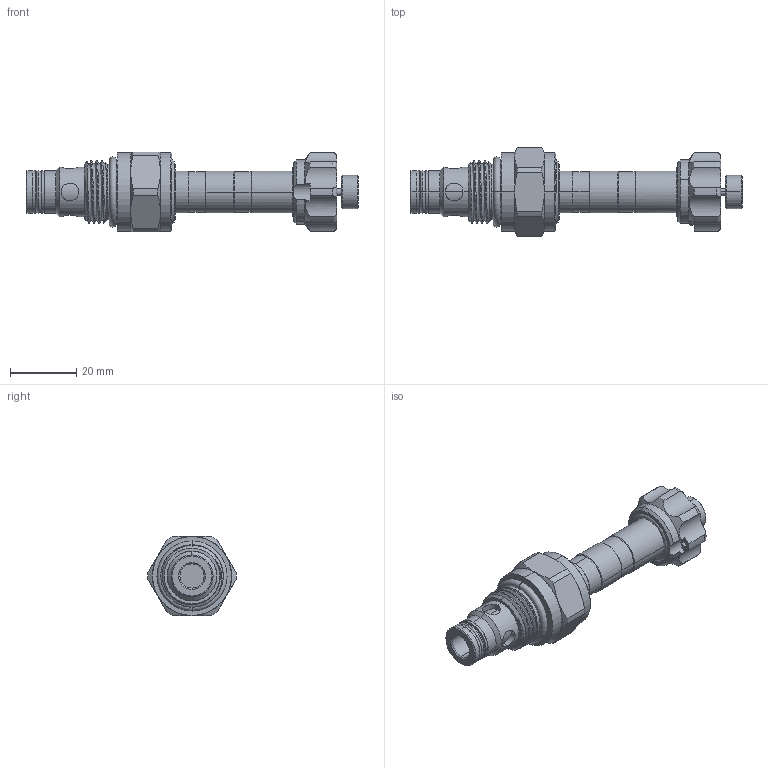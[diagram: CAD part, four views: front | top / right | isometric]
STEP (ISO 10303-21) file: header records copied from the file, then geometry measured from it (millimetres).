
FILE_DESCRIPTION (( 'STEP AP203' ), '1' );
FILE_NAME ('EP08W2A32P05.STEP', '2016-08-15T02:43:25', ( '' ), ( '' ), 'SwSTEP 2.0', 'SolidWorks 2012', '' );
FILE_SCHEMA (( 'CONFIG_CONTROL_DESIGN' ));
Length unit declared in the file: millimetre
Products named in the file (1): EP08W2A32P05
Bounding box: 100.25 x 26.69 x 24 mm (x, y, z)
Volume: 21665.6 mm3; surface area: 9239.3 mm2
Topology: 4 solids, 4 shells, 269 faces, 633 edges, 392 vertices
Faces by surface type: cylinder 129, cone 56, plane 55, torus 24, bspline 5
Entity records: 16740 total; most frequent: CARTESIAN_POINT 10552, DIRECTION 1324, ORIENTED_EDGE 1266, EDGE_CURVE 633, AXIS2_PLACEMENT_3D 559, VERTEX_POINT 392, EDGE_LOOP 297, CIRCLE 294
